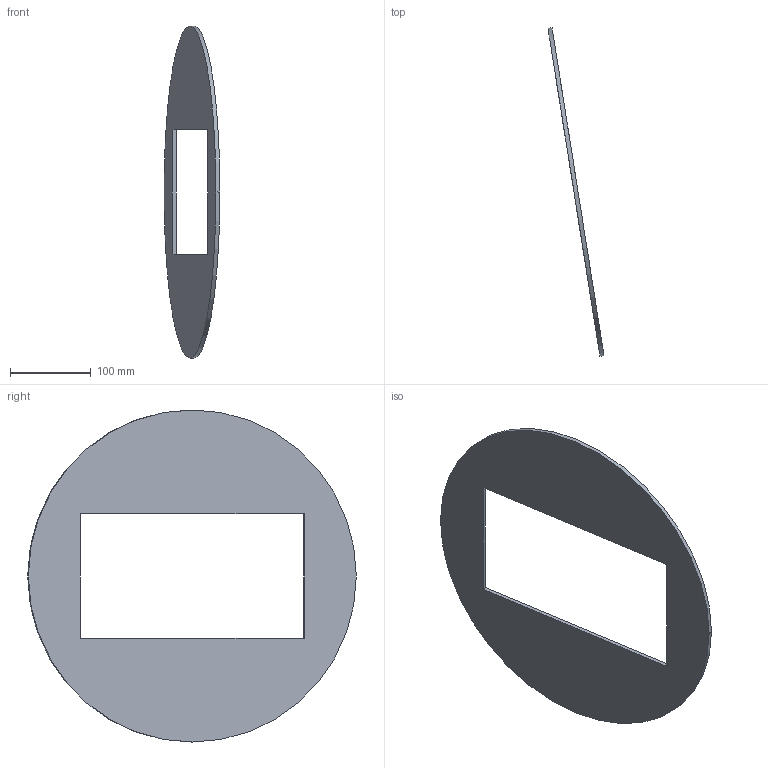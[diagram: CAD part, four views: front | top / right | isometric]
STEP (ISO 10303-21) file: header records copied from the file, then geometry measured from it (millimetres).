
FILE_DESCRIPTION(('STEP AP214'),'1');
FILE_NAME('tempsolid.stp','2018-10-08T12:34:13',(' '),(' '),'Spatial InterOp 3D',' ',' ');
FILE_SCHEMA(('AUTOMOTIVE_DESIGN { 1 0 10303 214 1 1 1 1 }'));
Length unit declared in the file: centimetre
Products named in the file (1): 1
Bounding box: 69.08 x 405.73 x 410 mm (x, y, z)
Volume: 444526.8 mm3; surface area: 188591.1 mm2
Topology: 1 solids, 1 shells, 8 faces, 18 edges, 12 vertices
Faces by surface type: plane 6, cylinder 2
Entity records: 379 total; most frequent: DIRECTION 40, CARTESIAN_POINT 39, ORIENTED_EDGE 36, STYLED_ITEM 21, PRESENTATION_STYLE_ASSIGNMENT 21, COLOUR_RGB 21, EDGE_CURVE 18, LINE 14
